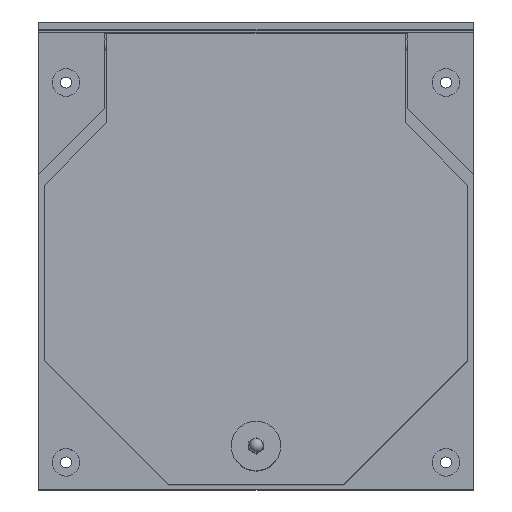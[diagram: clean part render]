
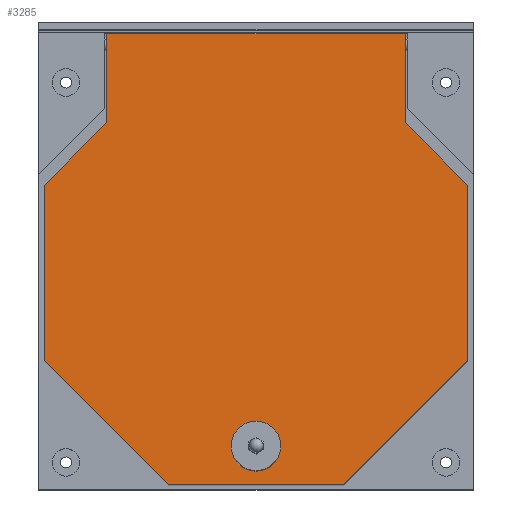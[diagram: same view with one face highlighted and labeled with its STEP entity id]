
A CAD part, top view. The second image highlights one B-rep face of the part: STEP entity #3285.
In plain terms, the highlighted planar face has unit normal (0, 0.024, 1).
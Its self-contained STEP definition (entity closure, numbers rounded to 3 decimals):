
#316=LINE('',#36366,#514);
#319=LINE('',#36372,#517);
#322=LINE('',#36379,#520);
#324=LINE('',#36384,#522);
#327=LINE('',#36389,#525);
#329=LINE('',#36394,#527);
#331=LINE('',#36397,#529);
#332=LINE('',#36399,#530);
#333=LINE('',#36400,#531);
#334=LINE('',#36401,#532);
#514=VECTOR('',#4032,159.472);
#517=VECTOR('',#4037,80.764);
#520=VECTOR('',#4044,80.61);
#522=VECTOR('',#4048,80.61);
#525=VECTOR('',#4053,80.764);
#527=VECTOR('',#4057,159.472);
#529=VECTOR('',#4061,159.472);
#530=VECTOR('',#4064,159.472);
#531=VECTOR('',#4065,271.);
#532=VECTOR('',#4066,159.472);
#744=PLANE('',#3530);
#906=FACE_BOUND('',#1290,.T.);
#1022=FACE_OUTER_BOUND('',#1289,.T.);
#1289=EDGE_LOOP('',(#2616,#2617,#2618,#2619,#2620,#2621,#2622,#2623,#2624,
#2625));
#1290=EDGE_LOOP('',(#2626));
#1495=CIRCLE('',#3512,5.);
#1674=VERTEX_POINT('',#36336);
#1682=VERTEX_POINT('',#36363);
#1683=VERTEX_POINT('',#36365);
#1684=VERTEX_POINT('',#36369);
#1685=VERTEX_POINT('',#36371);
#1687=VERTEX_POINT('',#36377);
#1688=VERTEX_POINT('',#36381);
#1689=VERTEX_POINT('',#36383);
#1690=VERTEX_POINT('',#36387);
#1691=VERTEX_POINT('',#36391);
#1692=VERTEX_POINT('',#36393);
#2011=EDGE_CURVE('',#1674,#1674,#1495,.T.);
#2024=EDGE_CURVE('',#1683,#1682,#316,.T.);
#2027=EDGE_CURVE('',#1685,#1684,#319,.T.);
#2031=EDGE_CURVE('',#1684,#1687,#322,.T.);
#2033=EDGE_CURVE('',#1689,#1688,#324,.T.);
#2036=EDGE_CURVE('',#1688,#1690,#327,.T.);
#2038=EDGE_CURVE('',#1692,#1691,#329,.T.);
#2040=EDGE_CURVE('',#1689,#1691,#331,.T.);
#2041=EDGE_CURVE('',#1692,#1682,#332,.T.);
#2042=EDGE_CURVE('',#1685,#1690,#333,.T.);
#2043=EDGE_CURVE('',#1683,#1687,#334,.T.);
#2616=ORIENTED_EDGE('',*,*,#2024,.T.);
#2617=ORIENTED_EDGE('',*,*,#2041,.F.);
#2618=ORIENTED_EDGE('',*,*,#2038,.T.);
#2619=ORIENTED_EDGE('',*,*,#2040,.F.);
#2620=ORIENTED_EDGE('',*,*,#2033,.T.);
#2621=ORIENTED_EDGE('',*,*,#2036,.T.);
#2622=ORIENTED_EDGE('',*,*,#2042,.F.);
#2623=ORIENTED_EDGE('',*,*,#2027,.T.);
#2624=ORIENTED_EDGE('',*,*,#2031,.T.);
#2625=ORIENTED_EDGE('',*,*,#2043,.F.);
#2626=ORIENTED_EDGE('',*,*,#2011,.T.);
#3285=ADVANCED_FACE('',(#1022,#906),#744,.T.);
#3512=AXIS2_PLACEMENT_3D('',#36337,#4001,#4002);
#3530=AXIS2_PLACEMENT_3D('',#36398,#4062,#4063);
#4001=DIRECTION('center_axis',(0.,-0.024,-1.));
#4002=DIRECTION('ref_axis',(1.,0.,0.));
#4032=DIRECTION('',(0.707,-0.707,0.017));
#4037=DIRECTION('',(0.,-1.,0.024));
#4044=DIRECTION('',(-0.707,-0.707,0.017));
#4048=DIRECTION('',(-0.707,0.707,-0.017));
#4053=DIRECTION('',(0.,1.,-0.024));
#4057=DIRECTION('',(0.707,0.707,-0.017));
#4061=DIRECTION('',(0.,-1.,0.024));
#4062=DIRECTION('center_axis',(0.,0.024,1.));
#4063=DIRECTION('ref_axis',(0.,-1.,0.024));
#4064=DIRECTION('',(-1.,0.,0.));
#4065=DIRECTION('',(1.,0.,0.));
#4066=DIRECTION('',(0.,1.,-0.024));
#36336=CARTESIAN_POINT('',(5.,-158.025,63.633));
#36337=CARTESIAN_POINT('Origin',(0.,-158.025,63.633));
#36363=CARTESIAN_POINT('',(-79.736,-193.014,64.488));
#36365=CARTESIAN_POINT('',(-192.5,-80.284,61.733));
#36366=CARTESIAN_POINT('',(-162.302,-110.473,62.471));
#36369=CARTESIAN_POINT('',(-135.5,136.124,56.444));
#36371=CARTESIAN_POINT('',(-135.5,216.863,54.471));
#36372=CARTESIAN_POINT('',(-135.5,176.494,55.458));
#36377=CARTESIAN_POINT('',(-192.5,79.141,57.837));
#36379=CARTESIAN_POINT('',(-109.934,161.682,55.82));
#36381=CARTESIAN_POINT('',(135.5,136.124,56.444));
#36383=CARTESIAN_POINT('',(192.5,79.141,57.837));
#36384=CARTESIAN_POINT('',(53.552,218.047,54.442));
#36387=CARTESIAN_POINT('',(135.5,216.863,54.471));
#36389=CARTESIAN_POINT('',(135.5,216.863,54.471));
#36391=CARTESIAN_POINT('',(192.5,-80.284,61.733));
#36393=CARTESIAN_POINT('',(79.736,-193.014,64.488));
#36394=CARTESIAN_POINT('',(218.684,-54.108,61.094));
#36397=CARTESIAN_POINT('',(192.5,-193.014,64.488));
#36398=CARTESIAN_POINT('Origin',(0.,216.863,54.471));
#36399=CARTESIAN_POINT('',(0.,-193.014,64.488));
#36400=CARTESIAN_POINT('',(0.,216.863,54.471));
#36401=CARTESIAN_POINT('',(-192.5,-193.014,64.488));
